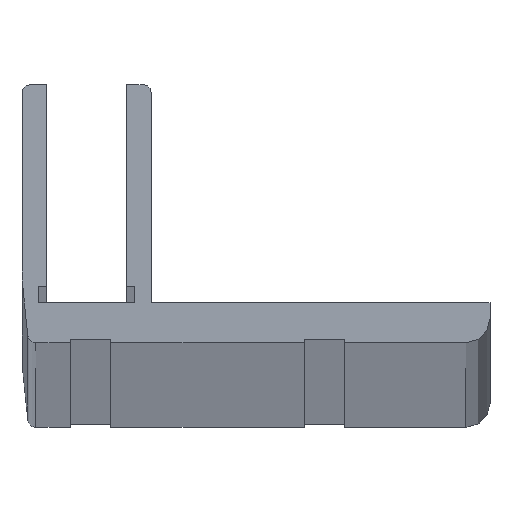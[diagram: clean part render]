
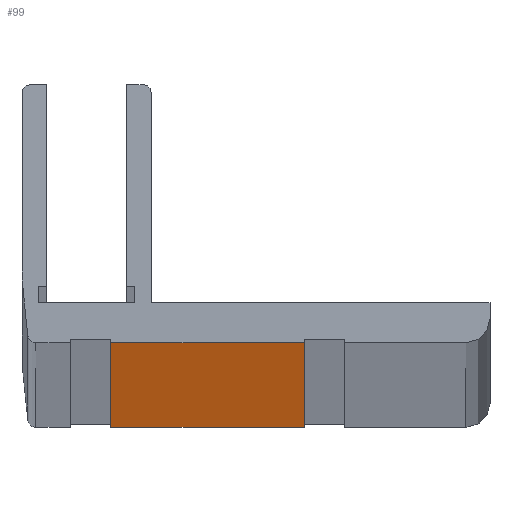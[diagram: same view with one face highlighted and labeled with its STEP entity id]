
A CAD part, top view. The second image highlights one B-rep face of the part: STEP entity #99.
In plain terms, the highlighted planar face has unit normal (0, -1, 0).
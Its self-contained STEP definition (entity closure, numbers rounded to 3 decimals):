
#20 = AXIS2_PLACEMENT_3D ( 'NONE', #372, #249, #273 ) ;
#42 = EDGE_CURVE ( 'NONE', #648, #693, #847, .T. ) ;
#54 = EDGE_CURVE ( 'NONE', #708, #705, #771, .T. ) ;
#68 = EDGE_CURVE ( 'NONE', #693, #705, #857, .T. ) ;
#80 = EDGE_CURVE ( 'NONE', #648, #708, #769, .T. ) ;
#99 = ADVANCED_FACE ( 'NONE', ( #832 ), #323, .F. ) ;
#176 = CARTESIAN_POINT ( 'NONE',  ( 9.5, 0., 0. ) ) ;
#179 = CARTESIAN_POINT ( 'NONE',  ( 9.5, 0., 3000. ) ) ;
#181 = CARTESIAN_POINT ( 'NONE',  ( -2.5, 0., 3000. ) ) ;
#192 = CARTESIAN_POINT ( 'NONE',  ( -2.5, 0., 0. ) ) ;
#249 = DIRECTION ( 'NONE',  ( 0., 1., 0. ) ) ;
#273 = DIRECTION ( 'NONE',  ( -1., 0., 0. ) ) ;
#289 = DIRECTION ( 'NONE',  ( 1., 0., 0. ) ) ;
#323 = PLANE ( 'NONE',  #20 ) ;
#336 = CARTESIAN_POINT ( 'NONE',  ( 0., 0., 0. ) ) ;
#372 = CARTESIAN_POINT ( 'NONE',  ( 0., 0., 3000. ) ) ;
#535 = ORIENTED_EDGE ( 'NONE', *, *, #80, .T. ) ;
#541 = ORIENTED_EDGE ( 'NONE', *, *, #42, .F. ) ;
#559 = ORIENTED_EDGE ( 'NONE', *, *, #68, .F. ) ;
#560 = ORIENTED_EDGE ( 'NONE', *, *, #54, .T. ) ;
#581 = CARTESIAN_POINT ( 'NONE',  ( 0., 0., 3000. ) ) ;
#641 = DIRECTION ( 'NONE',  ( 0., 0., 1. ) ) ;
#648 = VERTEX_POINT ( 'NONE', #192 ) ;
#656 = CARTESIAN_POINT ( 'NONE',  ( -2.5, 0., 0. ) ) ;
#691 = DIRECTION ( 'NONE',  ( 1., 0., 0. ) ) ;
#693 = VERTEX_POINT ( 'NONE', #181 ) ;
#695 = DIRECTION ( 'NONE',  ( 0., 0., 1. ) ) ;
#701 = CARTESIAN_POINT ( 'NONE',  ( 9.5, 0., 0. ) ) ;
#705 = VERTEX_POINT ( 'NONE', #179 ) ;
#708 = VERTEX_POINT ( 'NONE', #176 ) ;
#732 = VECTOR ( 'NONE', #695, 1000. ) ;
#741 = VECTOR ( 'NONE', #641, 1000. ) ;
#769 = LINE ( 'NONE', #336, #863 ) ;
#771 = LINE ( 'NONE', #701, #741 ) ;
#832 = FACE_OUTER_BOUND ( 'NONE', #1014, .T. ) ;
#847 = LINE ( 'NONE', #656, #732 ) ;
#857 = LINE ( 'NONE', #581, #860 ) ;
#860 = VECTOR ( 'NONE', #691, 1000. ) ;
#863 = VECTOR ( 'NONE', #289, 1000. ) ;
#1014 = EDGE_LOOP ( 'NONE', ( #535, #560, #559, #541 ) ) ;
